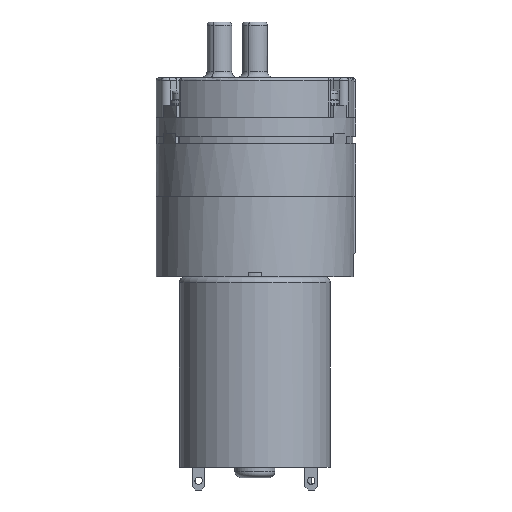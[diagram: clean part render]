
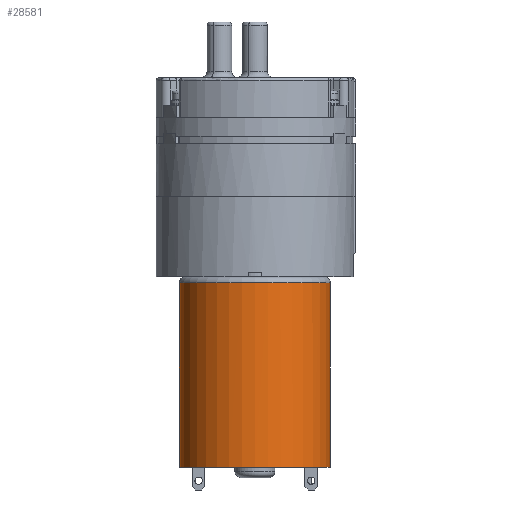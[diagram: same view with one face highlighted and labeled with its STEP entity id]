
A CAD part, front view. The second image highlights one B-rep face of the part: STEP entity #28581.
In plain terms, the highlighted cylindrical face has radius 12.2 mm (diameter 24.4 mm), a partial arc.
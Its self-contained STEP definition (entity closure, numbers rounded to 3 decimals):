
#26215=CARTESIAN_POINT('',(0.,29.8,0.));
#26216=DIRECTION('',(0.,-1.,0.));
#26217=DIRECTION('',(1.,0.,0.));
#26218=AXIS2_PLACEMENT_3D('',#26215,#26216,#26217);
#26223=CARTESIAN_POINT('',(0.,29.8,0.));
#26224=DIRECTION('',(0.,-1.,0.));
#26225=DIRECTION('',(1.,0.,0.007));
#26226=AXIS2_PLACEMENT_3D('',#26223,#26224,#26225);
#26231=DIRECTION('',(0.,-1.,0.));
#26232=VECTOR('',#26231,29.8);
#26233=CARTESIAN_POINT('',(12.2,29.8,0.));
#26234=LINE('',#26233,#26232);
#26238=DIRECTION('',(0.,1.,0.));
#26239=VECTOR('',#26238,29.8);
#26240=CARTESIAN_POINT('',(-12.2,0.,0.));
#26241=LINE('',#26240,#26239);
#26253=CARTESIAN_POINT('',(0.,0.,0.));
#26254=DIRECTION('',(0.,1.,0.));
#26255=DIRECTION('',(-1.,0.,0.));
#26256=AXIS2_PLACEMENT_3D('',#26253,#26254,#26255);
#28125=CARTESIAN_POINT('',(-12.2,29.8,0.));
#28126=VERTEX_POINT('',#28125);
#28129=CARTESIAN_POINT('',(12.2,29.8,0.));
#28130=VERTEX_POINT('',#28129);
#28131=CARTESIAN_POINT('',(12.2,29.8,0.081));
#28132=VERTEX_POINT('',#28131);
#28133=CARTESIAN_POINT('',(12.2,0.,0.));
#28134=VERTEX_POINT('',#28133);
#28135=CARTESIAN_POINT('',(-12.2,0.,0.));
#28136=VERTEX_POINT('',#28135);
#28566=CARTESIAN_POINT('',(0.,0.,0.));
#28567=DIRECTION('',(0.,1.,0.));
#28568=DIRECTION('',(1.,0.,0.));
#28569=AXIS2_PLACEMENT_3D('',#28566,#28567,#28568);
#28570=CYLINDRICAL_SURFACE('',#28569,12.2);
#28572=ORIENTED_EDGE('',*,*,#28571,.T.);
#28574=ORIENTED_EDGE('',*,*,#28573,.F.);
#28576=ORIENTED_EDGE('',*,*,#28575,.T.);
#28577=ORIENTED_EDGE('',*,*,#28553,.F.);
#28578=ORIENTED_EDGE('',*,*,#28551,.F.);
#28579=EDGE_LOOP('',(#28572,#28574,#28576,#28577,#28578));
#28580=FACE_OUTER_BOUND('',#28579,.F.);
#28581=ADVANCED_FACE('',(#28580),#28570,.T.);
#26219=CIRCLE('',#26218,12.2);
#26227=CIRCLE('',#26226,12.2);
#26257=CIRCLE('',#26256,12.2);
#28551=EDGE_CURVE('',#28130,#28132,#26219,.T.);
#28553=EDGE_CURVE('',#28132,#28126,#26227,.T.);
#28571=EDGE_CURVE('',#28130,#28134,#26234,.T.);
#28573=EDGE_CURVE('',#28136,#28134,#26257,.T.);
#28575=EDGE_CURVE('',#28136,#28126,#26241,.T.);
